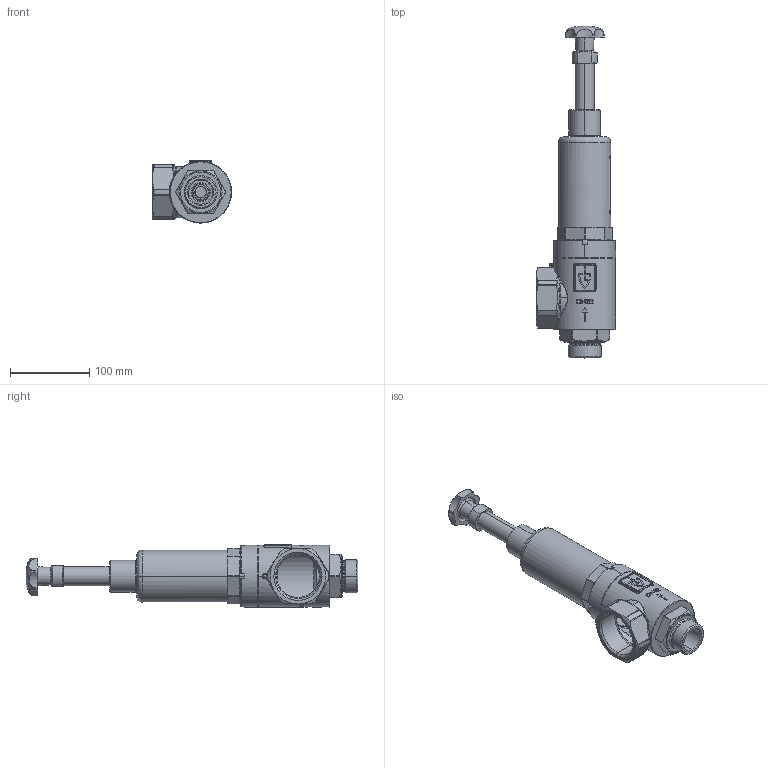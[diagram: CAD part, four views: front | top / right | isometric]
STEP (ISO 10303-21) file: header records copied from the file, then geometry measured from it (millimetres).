
FILE_DESCRIPTION (( 'STEP AP214' ), '1' );
FILE_NAME ('853bGFO-32-M-F-32-50.STEP', '2023-12-01T10:30:47', ( '' ), ( '' ), 'SwSTEP 2.0', 'SolidWorks 2022', '' );
FILE_SCHEMA (( 'AUTOMOTIVE_DESIGN' ));
Length unit declared in the file: millimetre
Products named in the file (1): 853bGFO-32-M-F-32-50
Bounding box: 100 x 420.02 x 78.5 mm (x, y, z)
Volume: 445521.4 mm3; surface area: 192505.5 mm2
Topology: 8 solids, 8 shells, 682 faces, 1659 edges, 1023 vertices
Faces by surface type: plane 203, cylinder 178, bspline 151, cone 93, torus 45, sphere 12
Entity records: 34347 total; most frequent: CARTESIAN_POINT 11831, ORIENTED_EDGE 3310, DIRECTION 2875, EDGE_CURVE 1655, AXIS2_PLACEMENT_3D 1137, VERTEX_POINT 1023, EDGE_LOOP 734, UNCERTAINTY_MEASURE_WITH_UNIT 692
